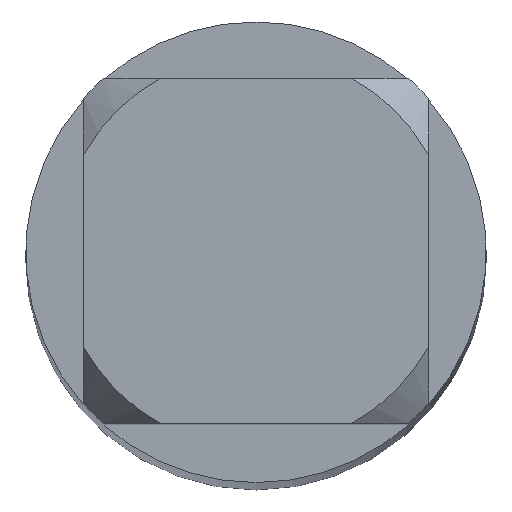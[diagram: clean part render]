
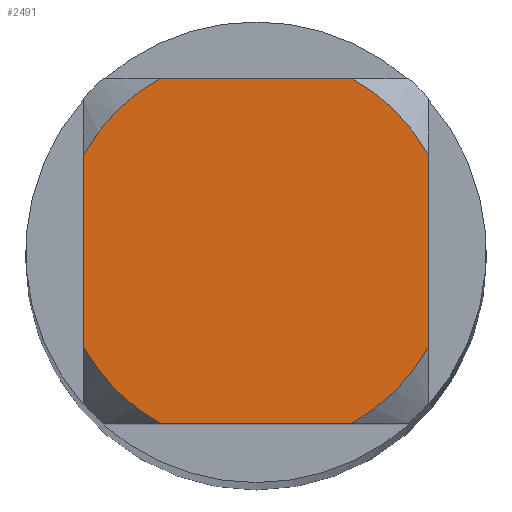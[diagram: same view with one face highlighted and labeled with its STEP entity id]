
A CAD part, top view. The second image highlights one B-rep face of the part: STEP entity #2491.
In plain terms, the highlighted planar face has unit normal (0, 0, 1).
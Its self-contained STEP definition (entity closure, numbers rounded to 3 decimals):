
#1315=EDGE_CURVE('',#1655,#2133,#3233,.T.);
#1325=EDGE_CURVE('',#1393,#2453,#3244,.T.);
#1393=VERTEX_POINT('',#3320);
#1487=VERTEX_POINT('',#3421);
#1655=VERTEX_POINT('',#3605);
#1803=EDGE_CURVE('',#1487,#2433,#3769,.T.);
#1829=EDGE_CURVE('',#2033,#2453,#3798,.T.);
#2033=VERTEX_POINT('',#4015);
#2079=EDGE_CURVE('',#1393,#2715,#4067,.T.);
#2133=VERTEX_POINT('',#4125);
#2345=EDGE_CURVE('',#1655,#2433,#4354,.T.);
#2433=VERTEX_POINT('',#4450);
#2453=VERTEX_POINT('',#4472);
#2485=EDGE_CURVE('',#1487,#2715,#4505,.T.);
#2491=ADVANCED_FACE('',(#4511),#4512,.T.);
#2563=EDGE_CURVE('',#2033,#2133,#4590,.T.);
#2715=VERTEX_POINT('',#4758);
#3233=LINE('',#5881,#5882);
#3244=CIRCLE('',#5917,1.2);
#3320=CARTESIAN_POINT('',(-0.581,-1.05,0.0));
#3421=CARTESIAN_POINT('',(1.05,-0.581,0.0));
#3605=CARTESIAN_POINT('',(0.581,1.05,0.0));
#3769=LINE('',#7473,#7474);
#3798=LINE('',#7510,#7511);
#4015=CARTESIAN_POINT('',(-1.05,0.581,0.0));
#4067=LINE('',#8206,#8207);
#4125=CARTESIAN_POINT('',(-0.581,1.05,0.0));
#4354=CIRCLE('',#8778,1.2);
#4450=CARTESIAN_POINT('',(1.05,0.581,0.0));
#4472=CARTESIAN_POINT('',(-1.05,-0.581,0.0));
#4505=CIRCLE('',#9069,1.2);
#4511=FACE_OUTER_BOUND('',#9093,.T.);
#4512=PLANE('',#9094);
#4590=CIRCLE('',#9285,1.2);
#4758=CARTESIAN_POINT('',(0.581,-1.05,0.0));
#5881=CARTESIAN_POINT('',(0.0,1.05,0.0));
#5882=VECTOR('',#10462,1.0);
#5917=AXIS2_PLACEMENT_3D('',#10474,#10475,#10476);
#7473=CARTESIAN_POINT('',(1.05,0.3,0.0));
#7474=VECTOR('',#11126,1.0);
#7510=CARTESIAN_POINT('',(-1.05,0.3,0.0));
#7511=VECTOR('',#11159,1.0);
#8206=CARTESIAN_POINT('',(0.0,-1.05,0.0));
#8207=VECTOR('',#11472,1.0);
#8778=AXIS2_PLACEMENT_3D('',#11732,#11733,#11734);
#9069=AXIS2_PLACEMENT_3D('',#11881,#11882,#11883);
#9093=EDGE_LOOP('',(#11885,#11886,#11887,#11888,#11889,#11890,#11891,#11892));
#9094=AXIS2_PLACEMENT_3D('',#11893,#11894,#11895);
#9285=AXIS2_PLACEMENT_3D('',#11977,#11978,#11979);
#10462=DIRECTION('',(-1.0,0.0,0.0));
#10474=CARTESIAN_POINT('',(0.0,0.0,0.0));
#10475=DIRECTION('',(0.0,0.0,-1.0));
#10476=DIRECTION('',(0.0,1.0,0.0));
#11126=DIRECTION('',(-0.0,1.0,0.0));
#11159=DIRECTION('',(-0.0,-1.0,0.0));
#11472=DIRECTION('',(1.0,0.0,0.0));
#11732=CARTESIAN_POINT('',(0.0,0.0,0.0));
#11733=DIRECTION('',(0.0,0.0,-1.0));
#11734=DIRECTION('',(0.0,1.0,0.0));
#11881=CARTESIAN_POINT('',(0.0,0.0,0.0));
#11882=DIRECTION('',(0.0,0.0,-1.0));
#11883=DIRECTION('',(0.0,1.0,0.0));
#11885=ORIENTED_EDGE('',*,*,#1829,.T.);
#11886=ORIENTED_EDGE('',*,*,#1325,.F.);
#11887=ORIENTED_EDGE('',*,*,#2079,.T.);
#11888=ORIENTED_EDGE('',*,*,#2485,.F.);
#11889=ORIENTED_EDGE('',*,*,#1803,.T.);
#11890=ORIENTED_EDGE('',*,*,#2345,.F.);
#11891=ORIENTED_EDGE('',*,*,#1315,.T.);
#11892=ORIENTED_EDGE('',*,*,#2563,.F.);
#11893=CARTESIAN_POINT('',(0.0,0.6,0.0));
#11894=DIRECTION('',(-0.0,0.0,1.0));
#11895=DIRECTION('',(0.0,-1.0,0.0));
#11977=CARTESIAN_POINT('',(0.0,0.0,0.0));
#11978=DIRECTION('',(0.0,0.0,-1.0));
#11979=DIRECTION('',(0.0,1.0,0.0));
